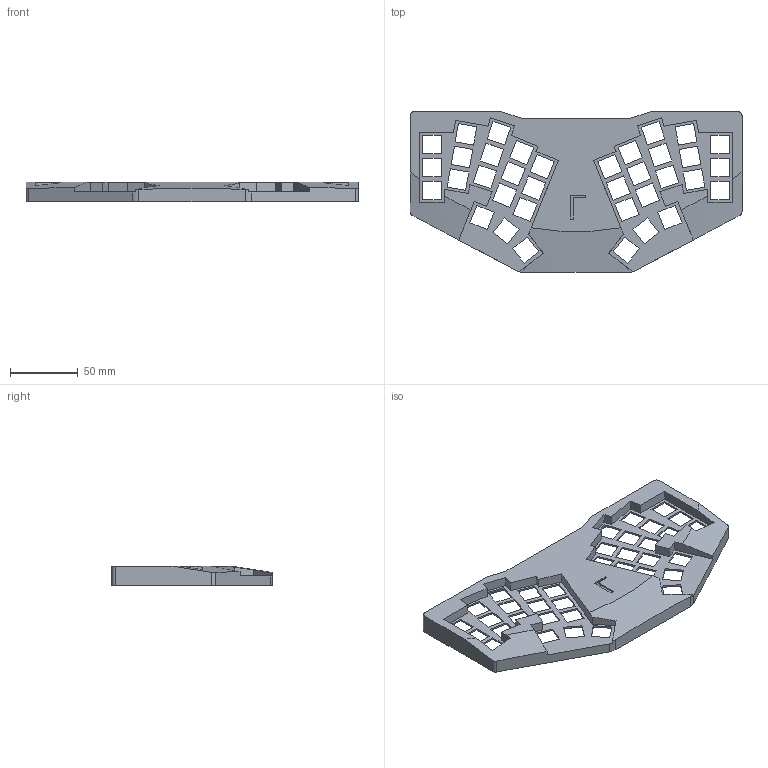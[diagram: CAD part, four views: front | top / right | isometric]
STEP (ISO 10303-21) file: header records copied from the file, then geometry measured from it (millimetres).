
FILE_DESCRIPTION(/* description */ ('FreeCAD Model'),/* implementation_level */ '2;1');
FILE_NAME(/* name */ 'top-hesse.step',/* time_stamp */ '2025-10-07T01:36:42+09:00',/* author */ (''),/* organization */ (''),/* preprocessor_version */ 'ST-DEVELOPER v20.1',/* originating_system */ 'Autodesk Translation Framework v14.17.0.0',/* authorisation */ '');
FILE_SCHEMA (('AUTOMOTIVE_DESIGN { 1 0 10303 214 3 1 1 }'));
Length unit declared in the file: millimetre
Products named in the file (1): Pocket005
Bounding box: 245.79 x 118.87 x 14.5 mm (x, y, z)
Volume: 77387.3 mm3; surface area: 68839.2 mm2
Topology: 1 solids, 1 shells, 621 faces, 1684 edges, 1118 vertices
Faces by surface type: plane 574, cylinder 29, bspline 13, cone 5
Full cylindrical faces by diameter (mm): 3 x8, 4.2 x1, 6 x2
Entity records: 23891 total; most frequent: CARTESIAN_POINT 8053, ORIENTED_EDGE 3368, DIRECTION 2950, EDGE_CURVE 1684, LINE 1552, VECTOR 1552, VERTEX_POINT 1118, EDGE_LOOP 750
